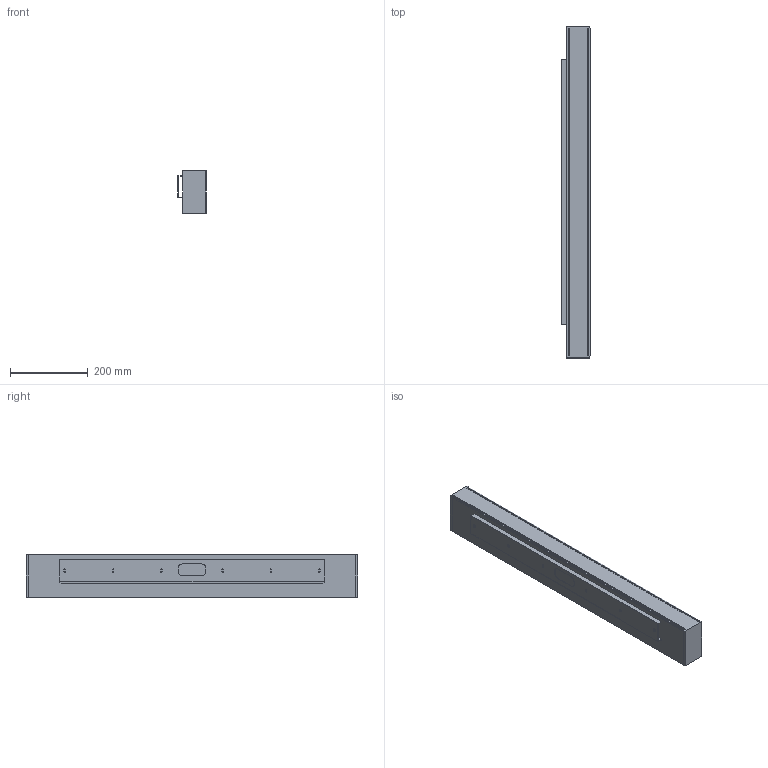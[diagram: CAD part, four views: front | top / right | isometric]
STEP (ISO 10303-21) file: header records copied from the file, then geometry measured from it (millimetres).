
FILE_DESCRIPTION(/* description */ (''),/* implementation_level */ '2;1');
FILE_NAME(/* name */ '10000135275n3p000_00.stp',/* time_stamp */ '2022-02-02T08:11:02+01:00',/* author */ (''),/* organization */ (''),/* preprocessor_version */ 'ST-DEVELOPER v15',/* originating_system */ 'SIEMENS PLM Software NX 9.0',/* authorisation */ '');
FILE_SCHEMA (('AUTOMOTIVE_DESIGN { 1 0 10303 214 3 1 1 1 }'));
Length unit declared in the file: millimetre
Products named in the file (1): 10000135275n3p000_00
Bounding box: 72.2 x 854 x 109.97 mm (x, y, z)
Volume: 5661422.6 mm3; surface area: 426089.6 mm2
Topology: 1 solids, 1 shells, 112 faces, 310 edges, 200 vertices
Faces by surface type: plane 84, cylinder 28
Entity records: 3582 total; most frequent: CARTESIAN_POINT 627, ORIENTED_EDGE 620, DIRECTION 588, EDGE_CURVE 310, LINE 250, VECTOR 250, VERTEX_POINT 200, AXIS2_PLACEMENT_3D 169
